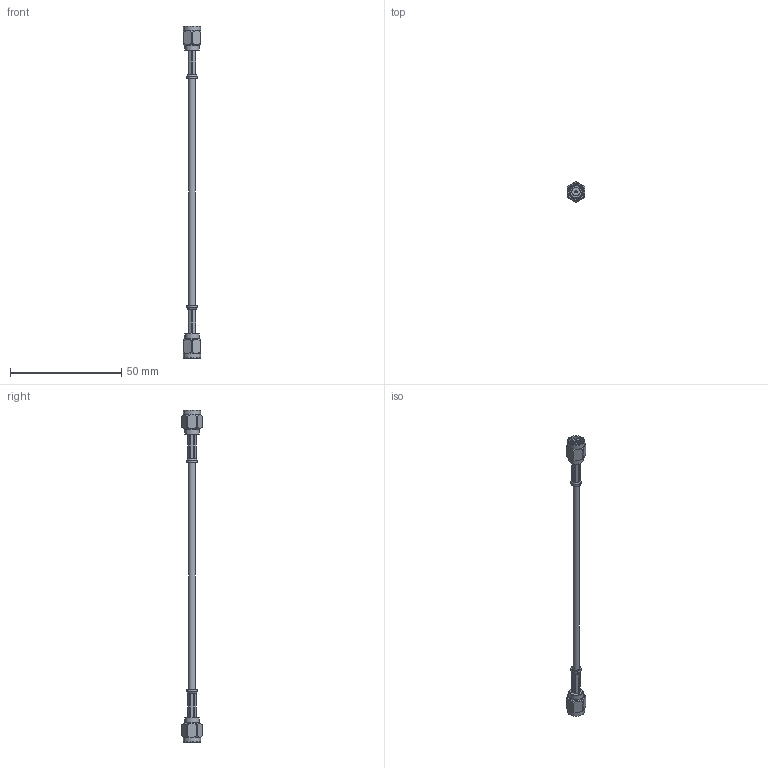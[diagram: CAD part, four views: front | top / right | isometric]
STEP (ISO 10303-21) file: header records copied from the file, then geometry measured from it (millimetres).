
FILE_DESCRIPTION (( 'STEP AP203' ), '1' );
FILE_NAME ('PE3778_3D.step', '2022-02-03T18:28:02', ( '' ), ( '' ), 'SwSTEP 2.0', 'SolidWorks 2021', '' );
FILE_SCHEMA (( 'CONFIG_CONTROL_DESIGN' ));
Length unit declared in the file: inch
Products named in the file (3): RG188-DS^PE3778_RG188DS;  PE4401^PE3778_Crimped; PE3778_3D
Assembly tree (3 placements, depth 2):
  PE3778_3D
    RG188-DS^PE3778_RG188DS
     PE4401^PE3778_Crimped  x2
Bounding box: 7.94 x 9.02 x 149.17 mm (x, y, z)
Volume: 1667.5 mm3; surface area: 2795.2 mm2
Topology: 5 solids, 5 shells, 207 faces, 475 edges, 296 vertices
Faces by surface type: plane 76, cylinder 71, cone 34, bspline 22, torus 4
Full cylindrical faces by diameter (mm): 1.016 x2, 1.524 x2, 2.553 x2, 2.705 x2, 2.997 x1, 3.556 x2, 3.81 x2, 4.572 x2, 6.35 x16, 7.734 x2
Entity records: 5432 total; most frequent: CARTESIAN_POINT 3138, ORIENTED_EDGE 392, DIRECTION 378, EDGE_CURVE 196, AXIS2_PLACEMENT_3D 156, VERTEX_POINT 132, EDGE_LOOP 128, FACE_OUTER_BOUND 113
